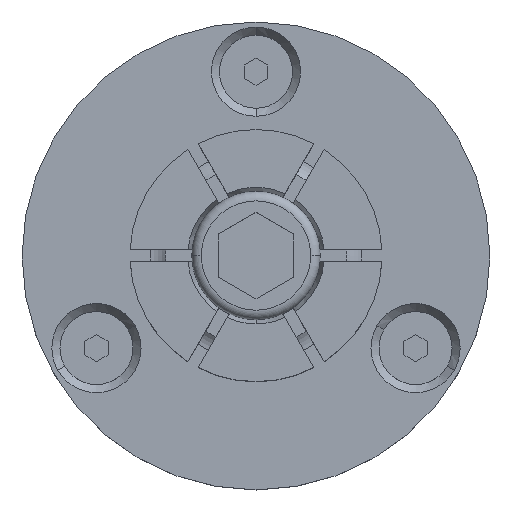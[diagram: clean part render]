
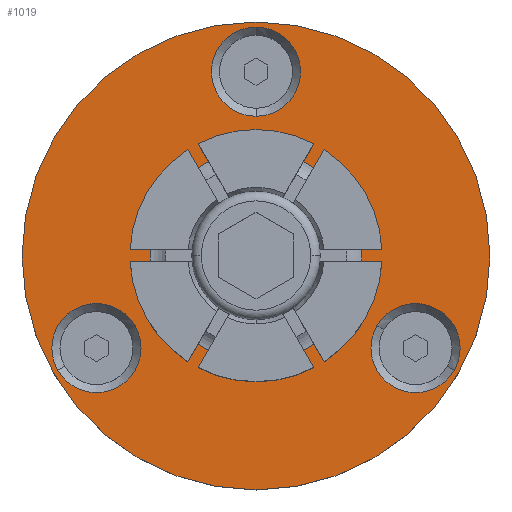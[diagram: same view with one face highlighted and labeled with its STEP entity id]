
A CAD part, top view. The second image highlights one B-rep face of the part: STEP entity #1019.
In plain terms, the highlighted planar face has unit normal (0, 0, 1).
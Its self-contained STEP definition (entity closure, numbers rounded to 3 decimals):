
#5 = CARTESIAN_POINT ( 'NONE',  ( 0., 14.923, 6.223 ) ) ;
#114 = ORIENTED_EDGE ( 'NONE', *, *, #3827, .T. ) ;
#136 = VERTEX_POINT ( 'NONE', #477 ) ;
#244 = CARTESIAN_POINT ( 'NONE',  ( 17.048, -9.842, 6.223 ) ) ;
#289 = FACE_BOUND ( 'NONE', #4422, .T. ) ;
#328 = CARTESIAN_POINT ( 'NONE',  ( 0., 19.685, 6.223 ) ) ;
#332 = EDGE_CURVE ( 'NONE', #4936, #2051, #3977, .T. ) ;
#433 = CARTESIAN_POINT ( 'NONE',  ( -21.172, -12.224, 6.223 ) ) ;
#457 = CARTESIAN_POINT ( 'NONE',  ( 0., 24.448, 6.223 ) ) ;
#477 = CARTESIAN_POINT ( 'NONE',  ( 12.923, -7.461, 6.223 ) ) ;
#479 = VERTEX_POINT ( 'NONE', #909 ) ;
#500 = EDGE_CURVE ( 'NONE', #479, #684, #526, .T. ) ;
#507 = DIRECTION ( 'NONE',  ( 0.866, -0.5, 0. ) ) ;
#526 = CIRCLE ( 'NONE', #1376, 11.303 ) ;
#535 = AXIS2_PLACEMENT_3D ( 'NONE', #3460, #3102, #3865 ) ;
#575 = EDGE_LOOP ( 'NONE', ( #2691, #2773 ) ) ;
#599 = EDGE_CURVE ( 'NONE', #3357, #136, #3483, .T. ) ;
#610 = ORIENTED_EDGE ( 'NONE', *, *, #332, .T. ) ;
#638 = CARTESIAN_POINT ( 'NONE',  ( 13.462, 0., 6.223 ) ) ;
#676 = ORIENTED_EDGE ( 'NONE', *, *, #1412, .T. ) ;
#678 = FACE_BOUND ( 'NONE', #1183, .T. ) ;
#684 = VERTEX_POINT ( 'NONE', #5103 ) ;
#868 = AXIS2_PLACEMENT_3D ( 'NONE', #638, #2236, #2617 ) ;
#874 = DIRECTION ( 'NONE',  ( 0., 1., 0. ) ) ;
#909 = CARTESIAN_POINT ( 'NONE',  ( 0., -11.303, 6.223 ) ) ;
#978 = CARTESIAN_POINT ( 'NONE',  ( 0., 0., 6.223 ) ) ;
#1013 = CARTESIAN_POINT ( 'NONE',  ( 0., 0., 6.223 ) ) ;
#1019 = ADVANCED_FACE ( 'NONE', ( #4248, #678, #3022, #289, #1409 ), #3450, .T. ) ;
#1032 = AXIS2_PLACEMENT_3D ( 'NONE', #328, #3559, #2392 ) ;
#1124 = AXIS2_PLACEMENT_3D ( 'NONE', #3371, #2938, #507 ) ;
#1183 = EDGE_LOOP ( 'NONE', ( #610, #1779 ) ) ;
#1293 = CIRCLE ( 'NONE', #2126, 4.762 ) ;
#1376 = AXIS2_PLACEMENT_3D ( 'NONE', #1013, #2521, #2599 ) ;
#1409 = FACE_OUTER_BOUND ( 'NONE', #575, .T. ) ;
#1412 = EDGE_CURVE ( 'NONE', #684, #479, #4074, .T. ) ;
#1437 = EDGE_CURVE ( 'NONE', #2636, #3398, #3580, .T. ) ;
#1445 = VERTEX_POINT ( 'NONE', #433 ) ;
#1458 = AXIS2_PLACEMENT_3D ( 'NONE', #2950, #3817, #5036 ) ;
#1469 = CARTESIAN_POINT ( 'NONE',  ( -12.923, -7.461, 6.223 ) ) ;
#1668 = DIRECTION ( 'NONE',  ( 0., 0., -1. ) ) ;
#1779 = ORIENTED_EDGE ( 'NONE', *, *, #3797, .T. ) ;
#1832 = DIRECTION ( 'NONE',  ( 0., 0., -1. ) ) ;
#2051 = VERTEX_POINT ( 'NONE', #5 ) ;
#2122 = AXIS2_PLACEMENT_3D ( 'NONE', #978, #2585, #4636 ) ;
#2126 = AXIS2_PLACEMENT_3D ( 'NONE', #5106, #4338, #2625 ) ;
#2173 = DIRECTION ( 'NONE',  ( 0., 1., 0. ) ) ;
#2202 = CIRCLE ( 'NONE', #1458, 24.994 ) ;
#2236 = DIRECTION ( 'NONE',  ( 0., 0., 1. ) ) ;
#2290 = CIRCLE ( 'NONE', #535, 4.762 ) ;
#2392 = DIRECTION ( 'NONE',  ( 0., 1., 0. ) ) ;
#2521 = DIRECTION ( 'NONE',  ( 0., 0., -1. ) ) ;
#2585 = DIRECTION ( 'NONE',  ( 0., 0., 1. ) ) ;
#2599 = DIRECTION ( 'NONE',  ( 0., 1., 0. ) ) ;
#2600 = CARTESIAN_POINT ( 'NONE',  ( 0., -24.994, 6.223 ) ) ;
#2617 = DIRECTION ( 'NONE',  ( 0., -1., 0. ) ) ;
#2625 = DIRECTION ( 'NONE',  ( -0.866, -0.5, 0. ) ) ;
#2636 = VERTEX_POINT ( 'NONE', #4709 ) ;
#2641 = AXIS2_PLACEMENT_3D ( 'NONE', #4483, #1668, #2173 ) ;
#2691 = ORIENTED_EDGE ( 'NONE', *, *, #1437, .T. ) ;
#2707 = VERTEX_POINT ( 'NONE', #1469 ) ;
#2773 = ORIENTED_EDGE ( 'NONE', *, *, #2957, .T. ) ;
#2802 = ORIENTED_EDGE ( 'NONE', *, *, #599, .T. ) ;
#2938 = DIRECTION ( 'NONE',  ( 0., 0., -1. ) ) ;
#2950 = CARTESIAN_POINT ( 'NONE',  ( 0., 0., 6.223 ) ) ;
#2957 = EDGE_CURVE ( 'NONE', #3398, #2636, #2202, .T. ) ;
#2994 = DIRECTION ( 'NONE',  ( 0., 0., -1. ) ) ;
#3022 = FACE_BOUND ( 'NONE', #3095, .T. ) ;
#3051 = EDGE_CURVE ( 'NONE', #2707, #1445, #2290, .T. ) ;
#3073 = AXIS2_PLACEMENT_3D ( 'NONE', #4943, #2994, #874 ) ;
#3095 = EDGE_LOOP ( 'NONE', ( #5107, #4714 ) ) ;
#3101 = DIRECTION ( 'NONE',  ( 0.866, -0.5, 0. ) ) ;
#3102 = DIRECTION ( 'NONE',  ( 0., 0., -1. ) ) ;
#3107 = EDGE_CURVE ( 'NONE', #1445, #2707, #1293, .T. ) ;
#3357 = VERTEX_POINT ( 'NONE', #3932 ) ;
#3371 = CARTESIAN_POINT ( 'NONE',  ( 17.048, -9.842, 6.223 ) ) ;
#3398 = VERTEX_POINT ( 'NONE', #2600 ) ;
#3450 = PLANE ( 'NONE',  #868 ) ;
#3460 = CARTESIAN_POINT ( 'NONE',  ( -17.048, -9.843, 6.223 ) ) ;
#3483 = CIRCLE ( 'NONE', #3655, 4.762 ) ;
#3559 = DIRECTION ( 'NONE',  ( 0., 0., -1. ) ) ;
#3580 = CIRCLE ( 'NONE', #2122, 24.994 ) ;
#3655 = AXIS2_PLACEMENT_3D ( 'NONE', #244, #1832, #3101 ) ;
#3797 = EDGE_CURVE ( 'NONE', #2051, #4936, #4508, .T. ) ;
#3817 = DIRECTION ( 'NONE',  ( 0., 0., 1. ) ) ;
#3827 = EDGE_CURVE ( 'NONE', #136, #3357, #3997, .T. ) ;
#3865 = DIRECTION ( 'NONE',  ( -0.866, -0.5, 0. ) ) ;
#3932 = CARTESIAN_POINT ( 'NONE',  ( 21.172, -12.224, 6.223 ) ) ;
#3977 = CIRCLE ( 'NONE', #1032, 4.762 ) ;
#3997 = CIRCLE ( 'NONE', #1124, 4.762 ) ;
#4074 = CIRCLE ( 'NONE', #2641, 11.303 ) ;
#4248 = FACE_BOUND ( 'NONE', #4853, .T. ) ;
#4289 = ORIENTED_EDGE ( 'NONE', *, *, #500, .T. ) ;
#4338 = DIRECTION ( 'NONE',  ( 0., 0., -1. ) ) ;
#4422 = EDGE_LOOP ( 'NONE', ( #2802, #114 ) ) ;
#4483 = CARTESIAN_POINT ( 'NONE',  ( 0., 0., 6.223 ) ) ;
#4508 = CIRCLE ( 'NONE', #3073, 4.762 ) ;
#4636 = DIRECTION ( 'NONE',  ( 0., -1., 0. ) ) ;
#4709 = CARTESIAN_POINT ( 'NONE',  ( 0., 24.994, 6.223 ) ) ;
#4714 = ORIENTED_EDGE ( 'NONE', *, *, #3051, .T. ) ;
#4853 = EDGE_LOOP ( 'NONE', ( #676, #4289 ) ) ;
#4936 = VERTEX_POINT ( 'NONE', #457 ) ;
#4943 = CARTESIAN_POINT ( 'NONE',  ( 0., 19.685, 6.223 ) ) ;
#5036 = DIRECTION ( 'NONE',  ( 0., -1., 0. ) ) ;
#5103 = CARTESIAN_POINT ( 'NONE',  ( 0., 11.303, 6.223 ) ) ;
#5107 = ORIENTED_EDGE ( 'NONE', *, *, #3107, .T. ) ;
#5106 = CARTESIAN_POINT ( 'NONE',  ( -17.048, -9.843, 6.223 ) ) ;
